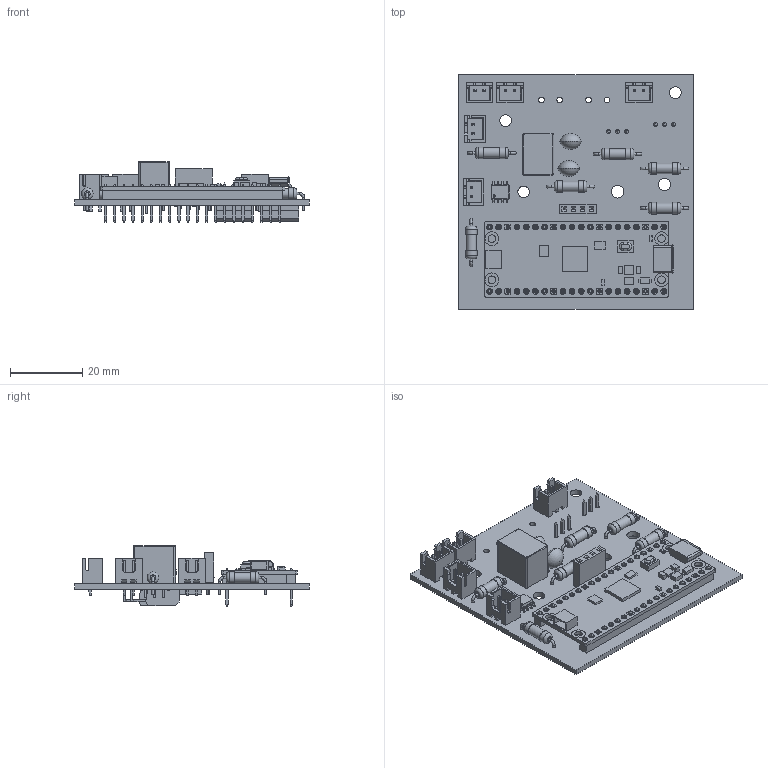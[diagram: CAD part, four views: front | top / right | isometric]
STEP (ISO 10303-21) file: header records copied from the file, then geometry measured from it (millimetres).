
FILE_DESCRIPTION(('KiCad electronic assembly'),'2;1');
FILE_NAME('filament dryer.step','2025-10-30T13:33:19',('Pcbnew'),( 'Kicad'),'Open CASCADE STEP processor 7.9','KiCad to STEP converter' ,'Unknown');
FILE_SCHEMA(('AUTOMOTIVE_DESIGN { 1 0 10303 214 1 1 1 1 }'));
Length unit declared in the file: millimetre
Products named in the file (12): filament dryer 1; C_Disc_D6.0mm_W4.4mm_P5.00mm; SOIC-8_3.9x4.9mm_P1.27mm; R_Axial_DIN0309_L9.0mm_D3.2mm_P12.70mm_Horizontal; JST_XH_B2B-XH-A_1x02_P2.50mm_Vertical; RaspberryPi_Pico_H; RaspberryPi_Pico_H_Module_KiCad; RaspberryPi_Pico_Header_DIP-40_H2.54mm_KiCad; PinSocket_1x04_P2.54mm_Vertical; Converter_DCDC_RECOM_R-78E-0.5_THT; TO-220-3_Horizontal_TabDown; filament dryer_PCB
Assembly tree (22 placements, depth 3):
  filament dryer 1
    C_Disc_D6.0mm_W4.4mm_P5.00mm  x2
    SOIC-8_3.9x4.9mm_P1.27mm
    R_Axial_DIN0309_L9.0mm_D3.2mm_P12.70mm_Horizontal  x6
    JST_XH_B2B-XH-A_1x02_P2.50mm_Vertical  x5
    RaspberryPi_Pico_H
      RaspberryPi_Pico_H_Module_KiCad
      RaspberryPi_Pico_Header_DIP-40_H2.54mm_KiCad
    PinSocket_1x04_P2.54mm_Vertical
    Converter_DCDC_RECOM_R-78E-0.5_THT
    TO-220-3_Horizontal_TabDown  x2
    filament dryer_PCB
Bounding box: 65 x 65 x 16.85 mm (x, y, z)
Volume: 12140.8 mm3; surface area: 19328 mm2
Topology: 21 solids, 21 shells, 2160 faces, 5365 edges, 3494 vertices
Faces by surface type: plane 1814, cylinder 289, torus 33, bspline 16, revolution 4, sphere 4
Full cylindrical faces by diameter (mm): 0.5 x7, 0.7 x24, 0.8 x16, 1 x97, 1.1 x6, 1.6 x4, 2.1 x4, 2.88 x6, 3.2 x15, 3.5 x2, 3.735 x2
Entity records: 55466 total; most frequent: CARTESIAN_POINT 8878, ORIENTED_EDGE 8061, DIRECTION 7925, EDGE_CURVE 4031, LINE 3339, VECTOR 3339, VERTEX_POINT 2639, AXIS2_PLACEMENT_3D 2292
